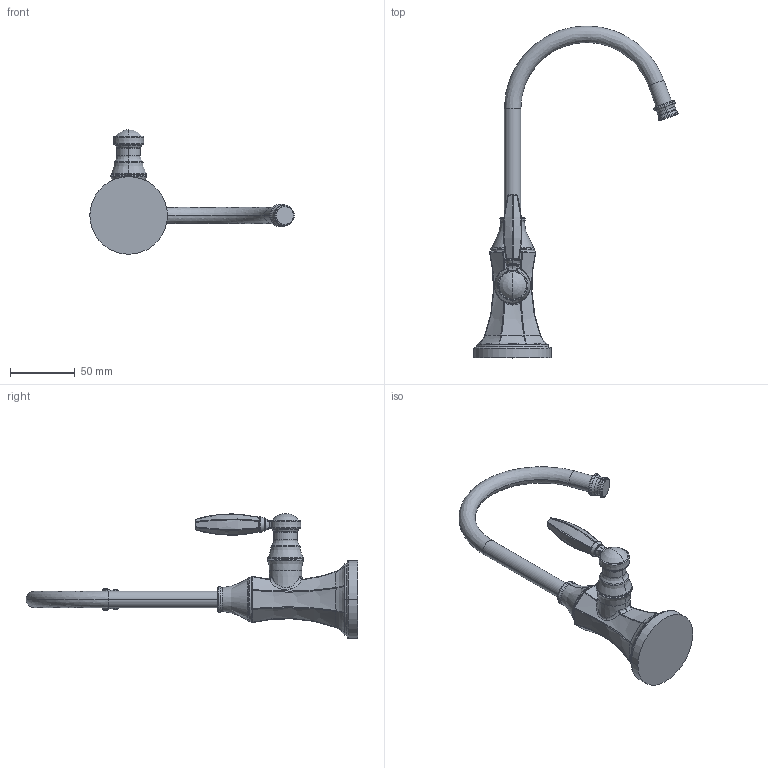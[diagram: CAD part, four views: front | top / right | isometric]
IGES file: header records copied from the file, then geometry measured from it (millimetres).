
Start section:  PTC IGES file: 1200-5613.igs
Global section: file name: 1200-5613.igs; native system: Creo Parametric by PTC Inc.; preprocessor: 2018400; author: jinson.thomas; organization: Unknown; date: 20210421.135939; units: inch
Bounding box: 157.78 x 256.29 x 96.19 mm (x, y, z)
Volume: 176064.5 mm3; surface area: 33819.7 mm2
Topology: 1 solids, 1 shells, 288 faces, 629 edges, 349 vertices
Faces by surface type: bspline 189, revolution 99
